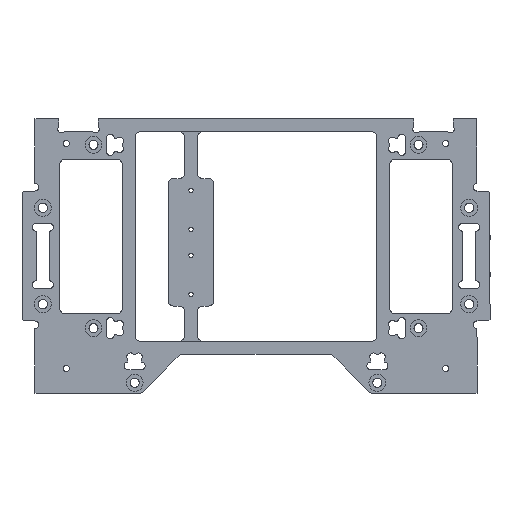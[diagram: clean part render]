
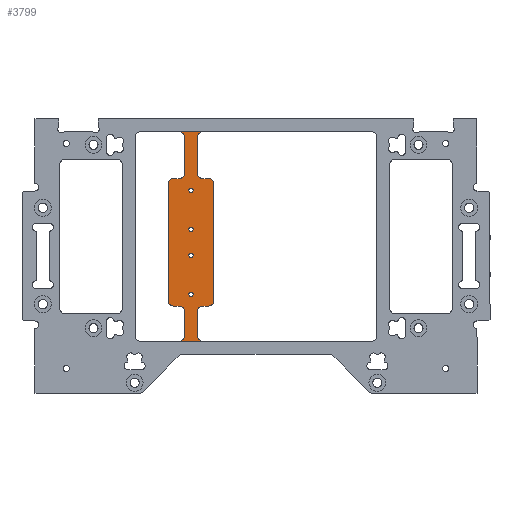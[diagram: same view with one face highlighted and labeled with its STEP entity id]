
A CAD part, left-side view. The second image highlights one B-rep face of the part: STEP entity #3799.
In plain terms, the highlighted planar face has unit normal (-1, 0, 0).
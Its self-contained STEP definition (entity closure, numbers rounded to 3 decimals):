
#15=FACE_BOUND('',#424,.T.);
#16=FACE_BOUND('',#425,.T.);
#17=FACE_BOUND('',#426,.T.);
#18=FACE_BOUND('',#427,.T.);
#100=PLANE('',#4055);
#216=FACE_OUTER_BOUND('',#423,.T.);
#423=EDGE_LOOP('',(#2638,#2639,#2640,#2641,#2642,#2643,#2644,#2645,#2646,
#2647,#2648,#2649,#2650,#2651,#2652,#2653,#2654,#2655,#2656,#2657,#2658,
#2659,#2660,#2661));
#424=EDGE_LOOP('',(#2662));
#425=EDGE_LOOP('',(#2663));
#426=EDGE_LOOP('',(#2664));
#427=EDGE_LOOP('',(#2665));
#692=LINE('',#5647,#1048);
#701=LINE('',#5670,#1057);
#710=LINE('',#5697,#1066);
#715=LINE('',#5712,#1071);
#720=LINE('',#5725,#1076);
#728=LINE('',#5747,#1084);
#732=LINE('',#5759,#1088);
#733=LINE('',#5762,#1089);
#734=LINE('',#5765,#1090);
#735=LINE('',#5770,#1091);
#736=LINE('',#5774,#1092);
#737=LINE('',#5778,#1093);
#1048=VECTOR('',#4463,10.);
#1057=VECTOR('',#4480,10.);
#1066=VECTOR('',#4505,10.);
#1071=VECTOR('',#4518,10.);
#1076=VECTOR('',#4531,10.);
#1084=VECTOR('',#4553,10.);
#1088=VECTOR('',#4565,10.);
#1089=VECTOR('',#4568,10.);
#1090=VECTOR('',#4571,10.);
#1091=VECTOR('',#4576,10.);
#1092=VECTOR('',#4579,10.);
#1093=VECTOR('',#4582,10.);
#1398=CIRCLE('',#4009,0.784);
#1400=CIRCLE('',#4012,0.784);
#1402=CIRCLE('',#4015,0.784);
#1404=CIRCLE('',#4018,0.784);
#1406=CIRCLE('',#4021,2.);
#1412=CIRCLE('',#4033,2.);
#1414=CIRCLE('',#4037,2.);
#1416=CIRCLE('',#4041,2.);
#1420=CIRCLE('',#4048,2.);
#1423=CIRCLE('',#4053,2.);
#1424=CIRCLE('',#4056,2.);
#1425=CIRCLE('',#4057,2.);
#1426=CIRCLE('',#4058,2.);
#1427=CIRCLE('',#4059,2.);
#1428=CIRCLE('',#4060,2.);
#1429=CIRCLE('',#4061,2.);
#1606=VERTEX_POINT('',#5613);
#1608=VERTEX_POINT('',#5619);
#1610=VERTEX_POINT('',#5625);
#1612=VERTEX_POINT('',#5631);
#1614=VERTEX_POINT('',#5637);
#1615=VERTEX_POINT('',#5638);
#1618=VERTEX_POINT('',#5646);
#1627=VERTEX_POINT('',#5667);
#1628=VERTEX_POINT('',#5669);
#1634=VERTEX_POINT('',#5687);
#1635=VERTEX_POINT('',#5688);
#1638=VERTEX_POINT('',#5696);
#1640=VERTEX_POINT('',#5702);
#1641=VERTEX_POINT('',#5703);
#1644=VERTEX_POINT('',#5711);
#1646=VERTEX_POINT('',#5717);
#1648=VERTEX_POINT('',#5724);
#1654=VERTEX_POINT('',#5740);
#1658=VERTEX_POINT('',#5752);
#1659=VERTEX_POINT('',#5754);
#1660=VERTEX_POINT('',#5761);
#1661=VERTEX_POINT('',#5764);
#1662=VERTEX_POINT('',#5767);
#1663=VERTEX_POINT('',#5769);
#1664=VERTEX_POINT('',#5771);
#1665=VERTEX_POINT('',#5773);
#1666=VERTEX_POINT('',#5775);
#1667=VERTEX_POINT('',#5777);
#1982=EDGE_CURVE('',#1606,#1606,#1398,.T.);
#1985=EDGE_CURVE('',#1608,#1608,#1400,.T.);
#1988=EDGE_CURVE('',#1610,#1610,#1402,.T.);
#1991=EDGE_CURVE('',#1612,#1612,#1404,.T.);
#1994=EDGE_CURVE('',#1614,#1615,#1406,.T.);
#1998=EDGE_CURVE('',#1615,#1618,#692,.T.);
#2009=EDGE_CURVE('',#1627,#1628,#701,.T.);
#2018=EDGE_CURVE('',#1634,#1635,#1412,.T.);
#2022=EDGE_CURVE('',#1635,#1638,#710,.T.);
#2025=EDGE_CURVE('',#1640,#1641,#1414,.T.);
#2029=EDGE_CURVE('',#1641,#1644,#715,.T.);
#2032=EDGE_CURVE('',#1644,#1646,#1416,.T.);
#2036=EDGE_CURVE('',#1646,#1648,#720,.T.);
#2044=EDGE_CURVE('',#1648,#1654,#1420,.T.);
#2048=EDGE_CURVE('',#1654,#1634,#728,.T.);
#2051=EDGE_CURVE('',#1658,#1659,#1423,.T.);
#2054=EDGE_CURVE('',#1659,#1640,#732,.T.);
#2055=EDGE_CURVE('',#1660,#1658,#733,.T.);
#2056=EDGE_CURVE('',#1618,#1660,#1424,.T.);
#2057=EDGE_CURVE('',#1661,#1614,#734,.T.);
#2058=EDGE_CURVE('',#1628,#1661,#1425,.T.);
#2059=EDGE_CURVE('',#1662,#1627,#1426,.T.);
#2060=EDGE_CURVE('',#1663,#1662,#735,.T.);
#2061=EDGE_CURVE('',#1664,#1663,#1427,.T.);
#2062=EDGE_CURVE('',#1665,#1664,#736,.T.);
#2063=EDGE_CURVE('',#1666,#1665,#1428,.T.);
#2064=EDGE_CURVE('',#1667,#1666,#737,.T.);
#2065=EDGE_CURVE('',#1638,#1667,#1429,.T.);
#2638=ORIENTED_EDGE('',*,*,#2051,.F.);
#2639=ORIENTED_EDGE('',*,*,#2055,.F.);
#2640=ORIENTED_EDGE('',*,*,#2056,.F.);
#2641=ORIENTED_EDGE('',*,*,#1998,.F.);
#2642=ORIENTED_EDGE('',*,*,#1994,.F.);
#2643=ORIENTED_EDGE('',*,*,#2057,.F.);
#2644=ORIENTED_EDGE('',*,*,#2058,.F.);
#2645=ORIENTED_EDGE('',*,*,#2009,.F.);
#2646=ORIENTED_EDGE('',*,*,#2059,.F.);
#2647=ORIENTED_EDGE('',*,*,#2060,.F.);
#2648=ORIENTED_EDGE('',*,*,#2061,.F.);
#2649=ORIENTED_EDGE('',*,*,#2062,.F.);
#2650=ORIENTED_EDGE('',*,*,#2063,.F.);
#2651=ORIENTED_EDGE('',*,*,#2064,.F.);
#2652=ORIENTED_EDGE('',*,*,#2065,.F.);
#2653=ORIENTED_EDGE('',*,*,#2022,.F.);
#2654=ORIENTED_EDGE('',*,*,#2018,.F.);
#2655=ORIENTED_EDGE('',*,*,#2048,.F.);
#2656=ORIENTED_EDGE('',*,*,#2044,.F.);
#2657=ORIENTED_EDGE('',*,*,#2036,.F.);
#2658=ORIENTED_EDGE('',*,*,#2032,.F.);
#2659=ORIENTED_EDGE('',*,*,#2029,.F.);
#2660=ORIENTED_EDGE('',*,*,#2025,.F.);
#2661=ORIENTED_EDGE('',*,*,#2054,.F.);
#2662=ORIENTED_EDGE('',*,*,#1982,.T.);
#2663=ORIENTED_EDGE('',*,*,#1985,.T.);
#2664=ORIENTED_EDGE('',*,*,#1988,.T.);
#2665=ORIENTED_EDGE('',*,*,#1991,.T.);
#3799=ADVANCED_FACE('',(#216,#15,#16,#17,#18),#100,.F.);
#4009=AXIS2_PLACEMENT_3D('',#5614,#4427,#4428);
#4012=AXIS2_PLACEMENT_3D('',#5620,#4434,#4435);
#4015=AXIS2_PLACEMENT_3D('',#5626,#4441,#4442);
#4018=AXIS2_PLACEMENT_3D('',#5632,#4448,#4449);
#4021=AXIS2_PLACEMENT_3D('',#5639,#4455,#4456);
#4033=AXIS2_PLACEMENT_3D('',#5689,#4497,#4498);
#4037=AXIS2_PLACEMENT_3D('',#5704,#4510,#4511);
#4041=AXIS2_PLACEMENT_3D('',#5718,#4523,#4524);
#4048=AXIS2_PLACEMENT_3D('',#5741,#4545,#4546);
#4053=AXIS2_PLACEMENT_3D('',#5755,#4559,#4560);
#4055=AXIS2_PLACEMENT_3D('',#5760,#4566,#4567);
#4056=AXIS2_PLACEMENT_3D('',#5763,#4569,#4570);
#4057=AXIS2_PLACEMENT_3D('',#5766,#4572,#4573);
#4058=AXIS2_PLACEMENT_3D('',#5768,#4574,#4575);
#4059=AXIS2_PLACEMENT_3D('',#5772,#4577,#4578);
#4060=AXIS2_PLACEMENT_3D('',#5776,#4580,#4581);
#4061=AXIS2_PLACEMENT_3D('',#5779,#4583,#4584);
#4427=DIRECTION('center_axis',(1.,0.,0.));
#4428=DIRECTION('ref_axis',(0.,0.,1.));
#4434=DIRECTION('center_axis',(1.,0.,0.));
#4435=DIRECTION('ref_axis',(0.,0.,1.));
#4441=DIRECTION('center_axis',(1.,0.,0.));
#4442=DIRECTION('ref_axis',(0.,0.,1.));
#4448=DIRECTION('center_axis',(1.,0.,0.));
#4449=DIRECTION('ref_axis',(0.,0.,1.));
#4455=DIRECTION('center_axis',(-1.,0.,0.));
#4456=DIRECTION('ref_axis',(0.,0.707,-0.707));
#4463=DIRECTION('',(0.,-1.,0.));
#4480=DIRECTION('',(0.,-1.,0.));
#4497=DIRECTION('center_axis',(-1.,0.,0.));
#4498=DIRECTION('ref_axis',(0.,-0.707,0.707));
#4505=DIRECTION('',(0.,1.,0.));
#4510=DIRECTION('center_axis',(-1.,0.,0.));
#4511=DIRECTION('ref_axis',(0.,0.707,0.707));
#4518=DIRECTION('',(0.,0.,-1.));
#4523=DIRECTION('center_axis',(-1.,0.,0.));
#4524=DIRECTION('ref_axis',(0.,0.707,-0.707));
#4531=DIRECTION('',(0.,1.,0.));
#4545=DIRECTION('center_axis',(-1.,0.,0.));
#4546=DIRECTION('ref_axis',(0.,-0.707,-0.707));
#4553=DIRECTION('',(0.,0.,1.));
#4559=DIRECTION('center_axis',(1.,0.,0.));
#4560=DIRECTION('ref_axis',(0.,-0.707,-0.707));
#4565=DIRECTION('',(0.,1.,0.));
#4566=DIRECTION('center_axis',(1.,0.,0.));
#4567=DIRECTION('ref_axis',(0.,0.,-1.));
#4568=DIRECTION('',(0.,0.,-1.));
#4569=DIRECTION('center_axis',(1.,0.,0.));
#4570=DIRECTION('ref_axis',(0.,-0.707,0.707));
#4571=DIRECTION('',(0.,0.,-1.));
#4572=DIRECTION('center_axis',(-1.,0.,0.));
#4573=DIRECTION('ref_axis',(0.,0.707,0.707));
#4574=DIRECTION('center_axis',(-1.,0.,0.));
#4575=DIRECTION('ref_axis',(0.,-0.707,0.707));
#4576=DIRECTION('',(0.,0.,1.));
#4577=DIRECTION('center_axis',(-1.,0.,0.));
#4578=DIRECTION('ref_axis',(0.,-0.707,-0.707));
#4579=DIRECTION('',(0.,-1.,0.));
#4580=DIRECTION('center_axis',(1.,0.,0.));
#4581=DIRECTION('ref_axis',(0.,0.707,0.707));
#4582=DIRECTION('',(0.,0.,1.));
#4583=DIRECTION('center_axis',(1.,0.,0.));
#4584=DIRECTION('ref_axis',(0.,0.707,-0.707));
#5613=CARTESIAN_POINT('',(2.9,25.,6.217));
#5614=CARTESIAN_POINT('Origin',(2.9,25.,7.));
#5619=CARTESIAN_POINT('',(2.9,25.,21.217));
#5620=CARTESIAN_POINT('Origin',(2.9,25.,22.));
#5625=CARTESIAN_POINT('',(2.9,25.,31.217));
#5626=CARTESIAN_POINT('Origin',(2.9,25.,32.));
#5631=CARTESIAN_POINT('',(2.9,25.,46.217));
#5632=CARTESIAN_POINT('Origin',(2.9,25.,47.));
#5637=CARTESIAN_POINT('',(2.9,22.5,53.5));
#5638=CARTESIAN_POINT('',(2.9,20.5,51.5));
#5639=CARTESIAN_POINT('Origin',(2.9,20.5,53.5));
#5646=CARTESIAN_POINT('',(2.9,18.25,51.5));
#5647=CARTESIAN_POINT('',(2.9,19.75,51.5));
#5667=CARTESIAN_POINT('',(2.9,29.5,69.5));
#5669=CARTESIAN_POINT('',(2.9,20.5,69.5));
#5670=CARTESIAN_POINT('',(2.9,46.5,69.5));
#5687=CARTESIAN_POINT('',(2.9,27.5,0.5));
#5688=CARTESIAN_POINT('',(2.9,29.5,2.5));
#5689=CARTESIAN_POINT('Origin',(2.9,29.5,0.5));
#5696=CARTESIAN_POINT('',(2.9,31.75,2.5));
#5697=CARTESIAN_POINT('',(2.9,28.5,2.5));
#5702=CARTESIAN_POINT('',(2.9,20.5,2.5));
#5703=CARTESIAN_POINT('',(2.9,22.5,0.5));
#5704=CARTESIAN_POINT('Origin',(2.9,20.5,0.5));
#5711=CARTESIAN_POINT('',(2.9,22.5,-9.));
#5712=CARTESIAN_POINT('',(2.9,22.5,9.125));
#5717=CARTESIAN_POINT('',(2.9,20.5,-11.));
#5718=CARTESIAN_POINT('Origin',(2.9,20.5,-9.));
#5724=CARTESIAN_POINT('',(2.9,29.5,-11.));
#5725=CARTESIAN_POINT('',(2.9,-46.5,-11.));
#5740=CARTESIAN_POINT('',(2.9,27.5,-9.));
#5741=CARTESIAN_POINT('Origin',(2.9,29.5,-9.));
#5747=CARTESIAN_POINT('',(2.9,27.5,15.875));
#5752=CARTESIAN_POINT('',(2.9,16.25,4.5));
#5754=CARTESIAN_POINT('',(2.9,18.25,2.5));
#5755=CARTESIAN_POINT('Origin',(2.9,18.25,4.5));
#5759=CARTESIAN_POINT('',(2.9,22.875,2.5));
#5760=CARTESIAN_POINT('Origin',(2.9,23.25,29.25));
#5761=CARTESIAN_POINT('',(2.9,16.25,49.5));
#5762=CARTESIAN_POINT('',(2.9,16.25,15.875));
#5763=CARTESIAN_POINT('Origin',(2.9,18.25,49.5));
#5764=CARTESIAN_POINT('',(2.9,22.5,67.5));
#5765=CARTESIAN_POINT('',(2.9,22.5,40.375));
#5766=CARTESIAN_POINT('Origin',(2.9,20.5,67.5));
#5767=CARTESIAN_POINT('',(2.9,27.5,67.5));
#5768=CARTESIAN_POINT('Origin',(2.9,29.5,67.5));
#5769=CARTESIAN_POINT('',(2.9,27.5,53.5));
#5770=CARTESIAN_POINT('',(2.9,27.5,49.375));
#5771=CARTESIAN_POINT('',(2.9,29.5,51.5));
#5772=CARTESIAN_POINT('Origin',(2.9,29.5,53.5));
#5773=CARTESIAN_POINT('',(2.9,31.75,51.5));
#5774=CARTESIAN_POINT('',(2.9,25.375,51.5));
#5775=CARTESIAN_POINT('',(2.9,33.75,49.5));
#5776=CARTESIAN_POINT('Origin',(2.9,31.75,49.5));
#5777=CARTESIAN_POINT('',(2.9,33.75,4.5));
#5778=CARTESIAN_POINT('',(2.9,33.75,40.375));
#5779=CARTESIAN_POINT('Origin',(2.9,31.75,4.5));
